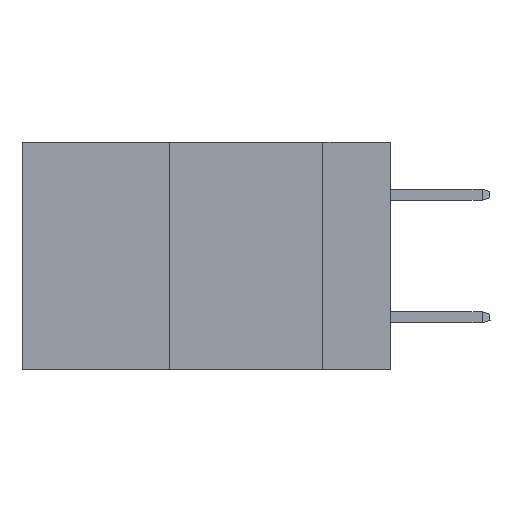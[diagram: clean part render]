
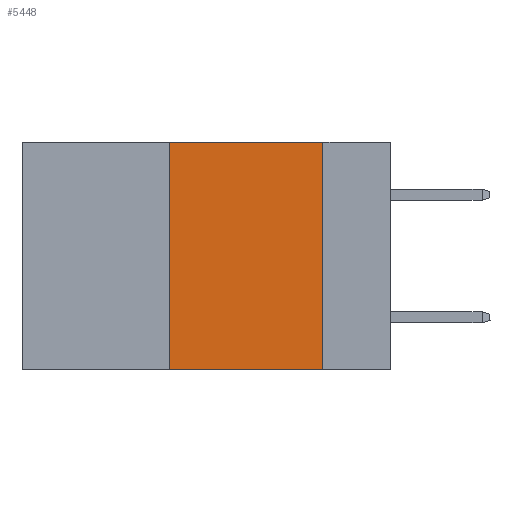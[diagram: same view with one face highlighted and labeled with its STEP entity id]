
A CAD part, left-side view. The second image highlights one B-rep face of the part: STEP entity #5448.
In plain terms, the highlighted planar face has unit normal (-1, 0, 0).
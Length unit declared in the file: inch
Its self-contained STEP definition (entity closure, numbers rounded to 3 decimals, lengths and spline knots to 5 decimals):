
#87 = EDGE_CURVE ( 'NONE', #26875, #28484, #14018, .T. ) ;
#95 = DIRECTION ( 'NONE',  ( 0., -1., 0. ) ) ;
#1031 = ORIENTED_EDGE ( 'NONE', *, *, #7191, .T. ) ;
#1985 = ORIENTED_EDGE ( 'NONE', *, *, #25230, .F. ) ;
#3634 = VECTOR ( 'NONE', #13716, 39.37008 ) ;
#4815 = VERTEX_POINT ( 'NONE', #12909 ) ;
#4838 = LINE ( 'NONE', #28326, #28765 ) ;
#5448 = ADVANCED_FACE ( 'NONE', ( #7033 ), #23459, .F. ) ;
#5773 = VECTOR ( 'NONE', #95, 39.37008 ) ;
#7033 = FACE_OUTER_BOUND ( 'NONE', #22712, .T. ) ;
#7191 = EDGE_CURVE ( 'NONE', #26875, #4815, #12238, .T. ) ;
#7448 = ORIENTED_EDGE ( 'NONE', *, *, #87, .F. ) ;
#7968 = CARTESIAN_POINT ( 'NONE',  ( 0., 0.11, 0. ) ) ;
#8791 = EDGE_CURVE ( 'NONE', #28484, #15708, #19602, .T. ) ;
#11486 = DIRECTION ( 'NONE',  ( 1., 0., 0. ) ) ;
#12238 = LINE ( 'NONE', #23451, #5773 ) ;
#12909 = CARTESIAN_POINT ( 'NONE',  ( 0., 0.11, -0.37 ) ) ;
#13716 = DIRECTION ( 'NONE',  ( 0., 0., 1. ) ) ;
#14018 = LINE ( 'NONE', #18929, #3634 ) ;
#15708 = VERTEX_POINT ( 'NONE', #7968 ) ;
#16389 = CARTESIAN_POINT ( 'NONE',  ( 0., 0.6, 0. ) ) ;
#18420 = AXIS2_PLACEMENT_3D ( 'NONE', #16389, #11486, #21010 ) ;
#18929 = CARTESIAN_POINT ( 'NONE',  ( 0., 0.36, 0. ) ) ;
#19602 = LINE ( 'NONE', #29111, #25801 ) ;
#20630 = CARTESIAN_POINT ( 'NONE',  ( 0., 0.36, -0.37 ) ) ;
#21010 = DIRECTION ( 'NONE',  ( 0., 0., -1. ) ) ;
#22198 = DIRECTION ( 'NONE',  ( 0., -1., 0. ) ) ;
#22712 = EDGE_LOOP ( 'NONE', ( #1985, #23873, #7448, #1031 ) ) ;
#23451 = CARTESIAN_POINT ( 'NONE',  ( 0., 0.6, -0.37 ) ) ;
#23459 = PLANE ( 'NONE',  #18420 ) ;
#23873 = ORIENTED_EDGE ( 'NONE', *, *, #8791, .F. ) ;
#24703 = CARTESIAN_POINT ( 'NONE',  ( 0., 0.36, 0. ) ) ;
#25230 = EDGE_CURVE ( 'NONE', #15708, #4815, #4838, .T. ) ;
#25801 = VECTOR ( 'NONE', #22198, 39.37008 ) ;
#26012 = DIRECTION ( 'NONE',  ( 0., 0., -1. ) ) ;
#26875 = VERTEX_POINT ( 'NONE', #20630 ) ;
#28326 = CARTESIAN_POINT ( 'NONE',  ( 0., 0.11, 0. ) ) ;
#28484 = VERTEX_POINT ( 'NONE', #24703 ) ;
#28765 = VECTOR ( 'NONE', #26012, 39.37008 ) ;
#29111 = CARTESIAN_POINT ( 'NONE',  ( 0., 0.6, 0. ) ) ;
